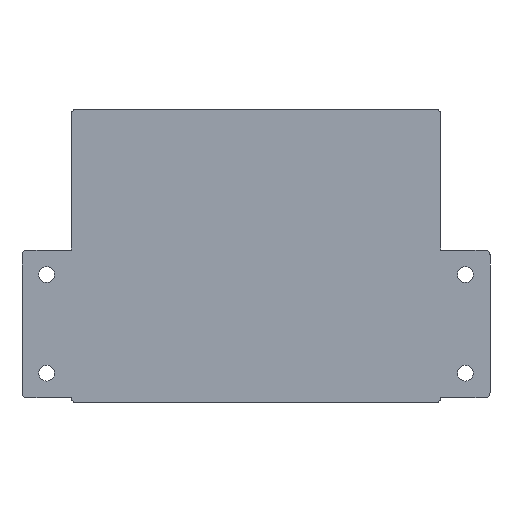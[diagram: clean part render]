
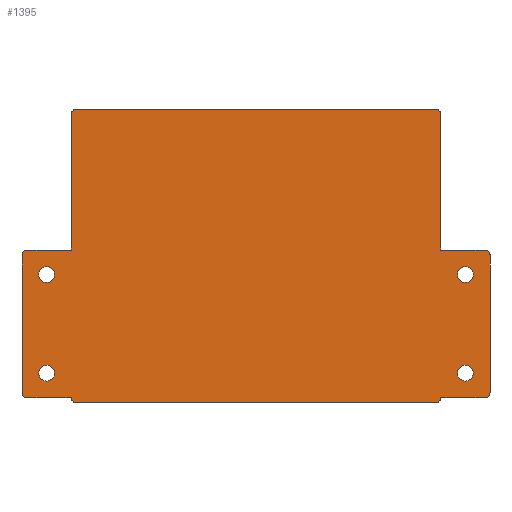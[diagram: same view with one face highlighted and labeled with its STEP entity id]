
A CAD part, front view. The second image highlights one B-rep face of the part: STEP entity #1395.
In plain terms, the highlighted planar face has unit normal (0, -1, 0).
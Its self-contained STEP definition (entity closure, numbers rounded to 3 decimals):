
#22=FACE_BOUND('',#221,.T.);
#23=FACE_BOUND('',#222,.T.);
#24=FACE_BOUND('',#223,.T.);
#25=FACE_BOUND('',#224,.T.);
#68=PLANE('',#1541);
#140=FACE_OUTER_BOUND('',#220,.T.);
#220=EDGE_LOOP('',(#1263,#1264,#1265,#1266,#1267,#1268,#1269,#1270,#1271,
#1272,#1273,#1274,#1275,#1276,#1277,#1278,#1279,#1280));
#221=EDGE_LOOP('',(#1281));
#222=EDGE_LOOP('',(#1282));
#223=EDGE_LOOP('',(#1283));
#224=EDGE_LOOP('',(#1284));
#231=LINE('',#1966,#370);
#248=LINE('',#2022,#387);
#254=LINE('',#2039,#393);
#257=LINE('',#2047,#396);
#261=LINE('',#2060,#400);
#267=LINE('',#2083,#406);
#269=LINE('',#2087,#408);
#275=LINE('',#2098,#414);
#334=LINE('',#2258,#473);
#366=LINE('',#2342,#505);
#370=VECTOR('',#1558,10.);
#387=VECTOR('',#1601,10.);
#393=VECTOR('',#1621,10.);
#396=VECTOR('',#1630,10.);
#400=VECTOR('',#1642,10.);
#406=VECTOR('',#1668,10.);
#408=VECTOR('',#1672,10.);
#414=VECTOR('',#1682,10.);
#473=VECTOR('',#1821,10.);
#505=VECTOR('',#1923,10.);
#518=CIRCLE('',#1430,1.);
#519=CIRCLE('',#1432,1.6);
#520=CIRCLE('',#1434,1.6);
#521=CIRCLE('',#1437,1.);
#522=CIRCLE('',#1440,1.);
#524=CIRCLE('',#1444,1.);
#526=CIRCLE('',#1447,1.6);
#528=CIRCLE('',#1450,1.6);
#539=CIRCLE('',#1484,1.);
#547=CIRCLE('',#1494,1.);
#548=CIRCLE('',#1497,1.);
#549=CIRCLE('',#1499,1.);
#570=VERTEX_POINT('',#1963);
#571=VERTEX_POINT('',#1965);
#596=VERTEX_POINT('',#2020);
#597=VERTEX_POINT('',#2021);
#598=VERTEX_POINT('',#2026);
#599=VERTEX_POINT('',#2030);
#600=VERTEX_POINT('',#2034);
#601=VERTEX_POINT('',#2038);
#602=VERTEX_POINT('',#2042);
#603=VERTEX_POINT('',#2046);
#604=VERTEX_POINT('',#2050);
#605=VERTEX_POINT('',#2051);
#608=VERTEX_POINT('',#2059);
#610=VERTEX_POINT('',#2065);
#612=VERTEX_POINT('',#2071);
#614=VERTEX_POINT('',#2077);
#616=VERTEX_POINT('',#2086);
#619=VERTEX_POINT('',#2096);
#667=VERTEX_POINT('',#2221);
#679=VERTEX_POINT('',#2252);
#680=VERTEX_POINT('',#2256);
#681=VERTEX_POINT('',#2262);
#703=EDGE_CURVE('',#571,#570,#231,.T.);
#730=EDGE_CURVE('',#596,#597,#248,.T.);
#733=EDGE_CURVE('',#597,#598,#518,.T.);
#735=EDGE_CURVE('',#599,#599,#519,.T.);
#737=EDGE_CURVE('',#600,#600,#520,.T.);
#739=EDGE_CURVE('',#598,#601,#254,.T.);
#741=EDGE_CURVE('',#601,#602,#521,.T.);
#743=EDGE_CURVE('',#602,#603,#257,.T.);
#745=EDGE_CURVE('',#604,#605,#522,.T.);
#749=EDGE_CURVE('',#605,#608,#261,.T.);
#752=EDGE_CURVE('',#608,#610,#524,.T.);
#755=EDGE_CURVE('',#612,#612,#526,.T.);
#758=EDGE_CURVE('',#614,#614,#528,.T.);
#761=EDGE_CURVE('',#610,#570,#267,.T.);
#763=EDGE_CURVE('',#616,#604,#269,.T.);
#769=EDGE_CURVE('',#596,#619,#275,.T.);
#826=EDGE_CURVE('',#603,#667,#539,.T.);
#844=EDGE_CURVE('',#679,#619,#547,.T.);
#846=EDGE_CURVE('',#679,#680,#334,.T.);
#847=EDGE_CURVE('',#571,#680,#548,.T.);
#849=EDGE_CURVE('',#681,#616,#549,.T.);
#892=EDGE_CURVE('',#681,#667,#366,.T.);
#1263=ORIENTED_EDGE('',*,*,#826,.F.);
#1264=ORIENTED_EDGE('',*,*,#743,.F.);
#1265=ORIENTED_EDGE('',*,*,#741,.F.);
#1266=ORIENTED_EDGE('',*,*,#739,.F.);
#1267=ORIENTED_EDGE('',*,*,#733,.F.);
#1268=ORIENTED_EDGE('',*,*,#730,.F.);
#1269=ORIENTED_EDGE('',*,*,#769,.T.);
#1270=ORIENTED_EDGE('',*,*,#844,.F.);
#1271=ORIENTED_EDGE('',*,*,#846,.T.);
#1272=ORIENTED_EDGE('',*,*,#847,.F.);
#1273=ORIENTED_EDGE('',*,*,#703,.T.);
#1274=ORIENTED_EDGE('',*,*,#761,.F.);
#1275=ORIENTED_EDGE('',*,*,#752,.F.);
#1276=ORIENTED_EDGE('',*,*,#749,.F.);
#1277=ORIENTED_EDGE('',*,*,#745,.F.);
#1278=ORIENTED_EDGE('',*,*,#763,.F.);
#1279=ORIENTED_EDGE('',*,*,#849,.F.);
#1280=ORIENTED_EDGE('',*,*,#892,.T.);
#1281=ORIENTED_EDGE('',*,*,#735,.F.);
#1282=ORIENTED_EDGE('',*,*,#737,.F.);
#1283=ORIENTED_EDGE('',*,*,#755,.F.);
#1284=ORIENTED_EDGE('',*,*,#758,.F.);
#1395=ADVANCED_FACE('',(#140,#22,#23,#24,#25),#68,.T.);
#1430=AXIS2_PLACEMENT_3D('',#2027,#1606,#1607);
#1432=AXIS2_PLACEMENT_3D('',#2031,#1611,#1612);
#1434=AXIS2_PLACEMENT_3D('',#2035,#1616,#1617);
#1437=AXIS2_PLACEMENT_3D('',#2043,#1625,#1626);
#1440=AXIS2_PLACEMENT_3D('',#2052,#1634,#1635);
#1444=AXIS2_PLACEMENT_3D('',#2066,#1647,#1648);
#1447=AXIS2_PLACEMENT_3D('',#2072,#1654,#1655);
#1450=AXIS2_PLACEMENT_3D('',#2078,#1661,#1662);
#1484=AXIS2_PLACEMENT_3D('',#2222,#1786,#1787);
#1494=AXIS2_PLACEMENT_3D('',#2254,#1816,#1817);
#1497=AXIS2_PLACEMENT_3D('',#2260,#1824,#1825);
#1499=AXIS2_PLACEMENT_3D('',#2264,#1829,#1830);
#1541=AXIS2_PLACEMENT_3D('',#2353,#1944,#1945);
#1558=DIRECTION('',(0.,0.,-1.));
#1601=DIRECTION('',(1.,0.,0.));
#1606=DIRECTION('center_axis',(0.,1.,0.));
#1607=DIRECTION('ref_axis',(0.,0.,
1.));
#1611=DIRECTION('center_axis',(0.,-1.,0.));
#1612=DIRECTION('ref_axis',(-1.,0.,0.));
#1616=DIRECTION('center_axis',(0.,-1.,0.));
#1617=DIRECTION('ref_axis',(-1.,0.,0.));
#1621=DIRECTION('',(0.,0.,-1.));
#1625=DIRECTION('center_axis',(0.,1.,0.));
#1626=DIRECTION('ref_axis',(1.,0.,0.));
#1630=DIRECTION('',(-1.,0.,0.));
#1634=DIRECTION('center_axis',(0.,1.,0.));
#1635=DIRECTION('ref_axis',(0.,0.,
-1.));
#1642=DIRECTION('',(0.,0.,1.));
#1647=DIRECTION('center_axis',(0.,1.,0.));
#1648=DIRECTION('ref_axis',(-1.,0.,0.));
#1654=DIRECTION('center_axis',(0.,-1.,0.));
#1655=DIRECTION('ref_axis',(-1.,0.,0.));
#1661=DIRECTION('center_axis',(0.,-1.,0.));
#1662=DIRECTION('ref_axis',(-1.,0.,0.));
#1668=DIRECTION('',(1.,0.,0.));
#1672=DIRECTION('',(-1.,0.,0.));
#1682=DIRECTION('',(0.,0.,1.));
#1786=DIRECTION('center_axis',(0.,1.,0.));
#1787=DIRECTION('ref_axis',(0.707,0.,-0.707));
#1816=DIRECTION('center_axis',(0.,1.,0.));
#1817=DIRECTION('ref_axis',(0.707,0.,0.707));
#1821=DIRECTION('',(-1.,0.,0.));
#1824=DIRECTION('center_axis',(0.,1.,0.));
#1825=DIRECTION('ref_axis',(-0.707,0.,0.707));
#1829=DIRECTION('center_axis',(0.,1.,0.));
#1830=DIRECTION('ref_axis',(-0.707,0.,-0.707));
#1923=DIRECTION('',(1.,0.,0.));
#1944=DIRECTION('center_axis',(0.,-1.,0.));
#1945=DIRECTION('ref_axis',(0.,0.,-1.));
#1963=CARTESIAN_POINT('',(0.034,19.36,62.061));
#1965=CARTESIAN_POINT('',(0.034,19.36,89.629));
#1966=CARTESIAN_POINT('',(0.034,19.36,90.629));
#2020=CARTESIAN_POINT('',(75.034,19.36,62.061));
#2021=CARTESIAN_POINT('',(84.034,19.36,62.061));
#2022=CARTESIAN_POINT('',(60.784,19.36,62.061));
#2026=CARTESIAN_POINT('',(85.034,19.36,61.061));
#2027=CARTESIAN_POINT('Origin',(84.034,19.36,61.061));
#2030=CARTESIAN_POINT('',(81.634,19.36,57.061));
#2031=CARTESIAN_POINT('Origin',(80.034,19.36,57.061));
#2034=CARTESIAN_POINT('',(81.634,19.36,37.061));
#2035=CARTESIAN_POINT('Origin',(80.034,19.36,37.061));
#2038=CARTESIAN_POINT('',(85.034,19.36,33.061));
#2039=CARTESIAN_POINT('',(85.034,19.36,40.061));
#2042=CARTESIAN_POINT('',(84.034,19.36,32.061));
#2043=CARTESIAN_POINT('Origin',(84.034,19.36,33.061));
#2046=CARTESIAN_POINT('',(75.034,19.36,32.061));
#2047=CARTESIAN_POINT('',(56.284,19.36,32.061));
#2050=CARTESIAN_POINT('',(-8.966,19.36,32.061));
#2051=CARTESIAN_POINT('',(-9.966,19.36,33.061));
#2052=CARTESIAN_POINT('Origin',(-8.966,19.36,33.061));
#2059=CARTESIAN_POINT('',(-9.966,19.36,61.061));
#2060=CARTESIAN_POINT('',(-9.966,19.36,54.061));
#2065=CARTESIAN_POINT('',(-8.966,19.36,62.061));
#2066=CARTESIAN_POINT('Origin',(-8.966,19.36,61.061));
#2071=CARTESIAN_POINT('',(-3.366,19.36,57.061));
#2072=CARTESIAN_POINT('Origin',(-4.966,19.36,57.061));
#2077=CARTESIAN_POINT('',(-3.366,19.36,37.061));
#2078=CARTESIAN_POINT('Origin',(-4.966,19.36,37.061));
#2083=CARTESIAN_POINT('',(18.784,19.36,62.061));
#2086=CARTESIAN_POINT('',(0.034,19.36,32.061));
#2087=CARTESIAN_POINT('',(14.284,19.36,32.061));
#2096=CARTESIAN_POINT('',(75.034,19.36,89.629));
#2098=CARTESIAN_POINT('',(75.034,19.36,31.061));
#2221=CARTESIAN_POINT('',(74.034,19.36,31.061));
#2222=CARTESIAN_POINT('Origin',(74.034,19.36,32.061));
#2252=CARTESIAN_POINT('',(74.034,19.36,90.629));
#2254=CARTESIAN_POINT('Origin',(74.034,19.36,89.629));
#2256=CARTESIAN_POINT('',(1.034,19.36,90.629));
#2258=CARTESIAN_POINT('',(75.034,19.36,90.629));
#2260=CARTESIAN_POINT('Origin',(1.034,19.36,89.629));
#2262=CARTESIAN_POINT('',(1.034,19.36,31.061));
#2264=CARTESIAN_POINT('Origin',(1.034,19.36,32.061));
#2342=CARTESIAN_POINT('',(0.034,19.36,31.061));
#2353=CARTESIAN_POINT('Origin',(37.534,19.36,60.845));
